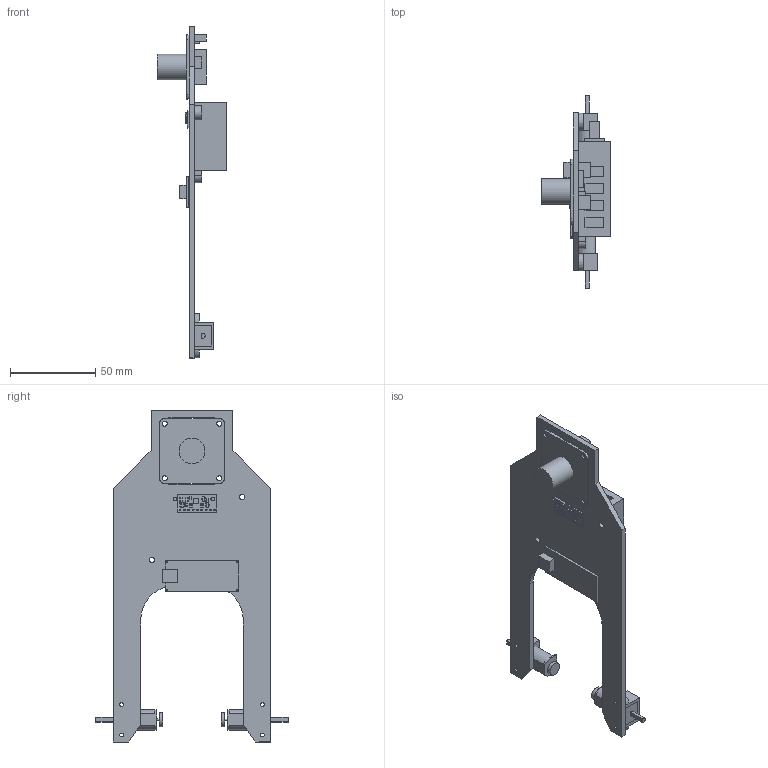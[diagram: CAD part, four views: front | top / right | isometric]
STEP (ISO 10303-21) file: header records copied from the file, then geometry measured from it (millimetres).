
FILE_DESCRIPTION(/* description */ (''),/* implementation_level */ '2;1');
FILE_NAME(/* name */ 'Балансир 1,1 v14.step',/* time_stamp */ '2022-08-28T13:52:38+03:00',/* author */ (''),/* organization */ (''),/* preprocessor_version */ 'ST-DEVELOPER v19',/* originating_system */ 'Autodesk Translation Framework v11.7.0.108',/* authorisation */ '');
FILE_SCHEMA (('AUTOMOTIVE_DESIGN { 1 0 10303 214 3 1 1 }'));
Length unit declared in the file: millimetre
Products named in the file (10): Балансир 1,1; База; Component15; Аккум; Arduino Nano; Body1; Двигатель; Крепление двигателя; Гир; Component11
Assembly tree (11 placements, depth 2):
  Балансир 1,1
    База
    Component15
    Аккум
    Arduino Nano
    Body1
    Двигатель  x2
    Крепление двигателя  x2
    Гир
    Component11
Bounding box: 40.5 x 112.51 x 194.5 mm (x, y, z)
Volume: 76984.4 mm3; surface area: 49455.9 mm2
Topology: 10 solids, 10 shells, 1039 faces, 2781 edges, 1809 vertices
Faces by surface type: plane 739, bspline 159, cylinder 141
Full cylindrical faces by diameter (mm): 1 x6, 1.016 x9, 2.184 x1, 2.2 x6, 3 x4, 3.2 x10, 8 x2, 15 x1
Entity records: 36501 total; most frequent: CARTESIAN_POINT 11969, ORIENTED_EDGE 5172, DIRECTION 4152, EDGE_CURVE 2586, LINE 2000, VECTOR 2000, VERTEX_POINT 1685, EDGE_LOOP 1123
